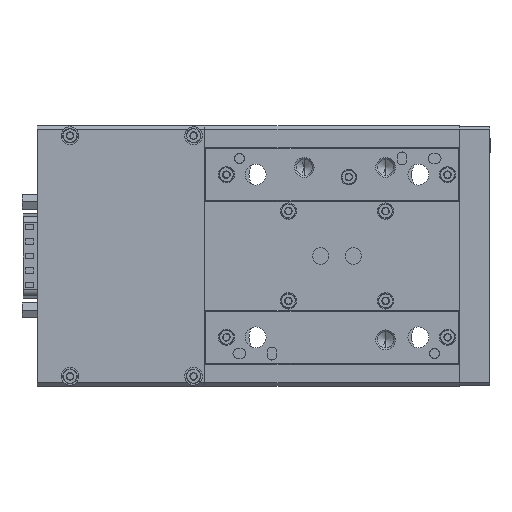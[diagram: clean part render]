
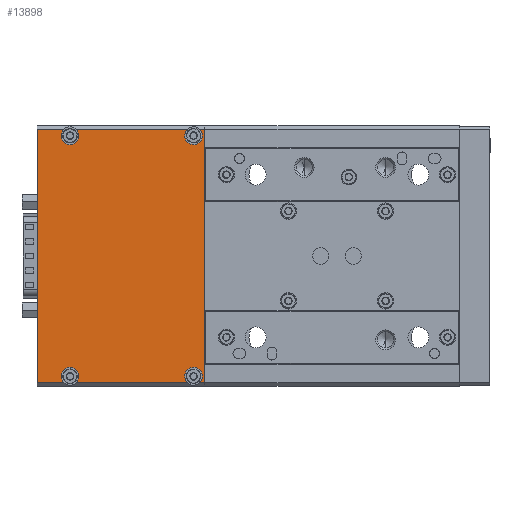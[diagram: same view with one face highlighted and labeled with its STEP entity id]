
A CAD part, front view. The second image highlights one B-rep face of the part: STEP entity #13898.
In plain terms, the highlighted planar face has unit normal (0, -1, 0).
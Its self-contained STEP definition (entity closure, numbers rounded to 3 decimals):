
#331 = VECTOR ( 'NONE', #9504, 1000. ) ;
#864 = VECTOR ( 'NONE', #18114, 1000. ) ;
#1520 = VECTOR ( 'NONE', #10394, 1000. ) ;
#1603 = CIRCLE ( 'NONE', #28893, 2.75 ) ;
#1946 = CARTESIAN_POINT ( 'NONE',  ( -40.606, -11.57, 40. ) ) ;
#2353 = AXIS2_PLACEMENT_3D ( 'NONE', #44430, #43954, #36744 ) ;
#2721 = ORIENTED_EDGE ( 'NONE', *, *, #4318, .T. ) ;
#3317 = LINE ( 'NONE', #29216, #24874 ) ;
#3970 = AXIS2_PLACEMENT_3D ( 'NONE', #44646, #40710, #25695 ) ;
#4186 = CARTESIAN_POINT ( 'NONE',  ( -92.106, -11.57, 39. ) ) ;
#4239 = VERTEX_POINT ( 'NONE', #7038 ) ;
#4318 = EDGE_CURVE ( 'NONE', #10301, #13967, #33426, .T. ) ;
#4509 = VERTEX_POINT ( 'NONE', #28972 ) ;
#5518 = DIRECTION ( 'NONE',  ( 0., 0., 1. ) ) ;
#6964 = CARTESIAN_POINT ( 'NONE',  ( -80.219, -11.57, -39. ) ) ;
#7038 = CARTESIAN_POINT ( 'NONE',  ( -45.993, -11.57, -39. ) ) ;
#7160 = AXIS2_PLACEMENT_3D ( 'NONE', #25434, #33266, #22472 ) ;
#7180 = VECTOR ( 'NONE', #34393, 1000. ) ;
#7855 = EDGE_CURVE ( 'NONE', #26102, #47234, #45089, .T. ) ;
#8083 = VERTEX_POINT ( 'NONE', #21240 ) ;
#8165 = DIRECTION ( 'NONE',  ( 0., -1., 0. ) ) ;
#8322 = CARTESIAN_POINT ( 'NONE',  ( -44.106, -11.57, -37. ) ) ;
#8415 = EDGE_LOOP ( 'NONE', ( #47943, #2721, #20798, #24911, #16724, #20251, #14697, #23289, #24496, #33427, #42043, #10582, #36452, #17493, #24229, #19297 ) ) ;
#8696 = FACE_OUTER_BOUND ( 'NONE', #8415, .T. ) ;
#8784 = EDGE_CURVE ( 'NONE', #4509, #8083, #18189, .T. ) ;
#9224 = DIRECTION ( 'NONE',  ( 0., -1., 0. ) ) ;
#9504 = DIRECTION ( 'NONE',  ( 0., 0., 1. ) ) ;
#9543 = VERTEX_POINT ( 'NONE', #37105 ) ;
#10231 = LINE ( 'NONE', #1946, #331 ) ;
#10301 = VERTEX_POINT ( 'NONE', #40736 ) ;
#10314 = DIRECTION ( 'NONE',  ( 0., 0., -1. ) ) ;
#10394 = DIRECTION ( 'NONE',  ( -1., 0., 0. ) ) ;
#10567 = EDGE_CURVE ( 'NONE', #20661, #4239, #47752, .T. ) ;
#10582 = ORIENTED_EDGE ( 'NONE', *, *, #10772, .F. ) ;
#10772 = EDGE_CURVE ( 'NONE', #4509, #11189, #1603, .T. ) ;
#11189 = VERTEX_POINT ( 'NONE', #12822 ) ;
#11552 = EDGE_CURVE ( 'NONE', #11189, #30057, #28993, .T. ) ;
#11594 = EDGE_CURVE ( 'NONE', #34258, #10301, #44622, .T. ) ;
#11780 = CIRCLE ( 'NONE', #3970, 2.75 ) ;
#11934 = AXIS2_PLACEMENT_3D ( 'NONE', #12841, #39053, #5518 ) ;
#12094 = DIRECTION ( 'NONE',  ( 0., 0., -1. ) ) ;
#12370 = PLANE ( 'NONE',  #11934 ) ;
#12542 = EDGE_CURVE ( 'NONE', #26102, #37663, #15180, .T. ) ;
#12822 = CARTESIAN_POINT ( 'NONE',  ( -44.106, -11.57, 34.25 ) ) ;
#12841 = CARTESIAN_POINT ( 'NONE',  ( 37.554, -11.57, 16.7 ) ) ;
#13263 = AXIS2_PLACEMENT_3D ( 'NONE', #18786, #25634, #15379 ) ;
#13570 = CARTESIAN_POINT ( 'NONE',  ( -44.106, -11.57, -34.25 ) ) ;
#13898 = ADVANCED_FACE ( 'NONE', ( #8696 ), #12370, .F. ) ;
#13967 = VERTEX_POINT ( 'NONE', #34612 ) ;
#14034 = VECTOR ( 'NONE', #25605, 1000. ) ;
#14260 = VERTEX_POINT ( 'NONE', #40947 ) ;
#14554 = CARTESIAN_POINT ( 'NONE',  ( -82.106, -11.57, 37. ) ) ;
#14697 = ORIENTED_EDGE ( 'NONE', *, *, #7855, .F. ) ;
#15092 = CARTESIAN_POINT ( 'NONE',  ( 37.554, -11.57, -39. ) ) ;
#15180 = LINE ( 'NONE', #22251, #864 ) ;
#15379 = DIRECTION ( 'NONE',  ( 0., 0., -1. ) ) ;
#15818 = CARTESIAN_POINT ( 'NONE',  ( -44.106, -11.57, 37. ) ) ;
#16724 = ORIENTED_EDGE ( 'NONE', *, *, #10567, .T. ) ;
#17493 = ORIENTED_EDGE ( 'NONE', *, *, #25268, .F. ) ;
#18114 = DIRECTION ( 'NONE',  ( 1., 0., 0. ) ) ;
#18189 = LINE ( 'NONE', #36317, #1520 ) ;
#18786 = CARTESIAN_POINT ( 'NONE',  ( -82.106, -11.57, -37. ) ) ;
#19062 = DIRECTION ( 'NONE',  ( 0., 0., -1. ) ) ;
#19154 = CARTESIAN_POINT ( 'NONE',  ( -82.106, -11.57, -37. ) ) ;
#19297 = ORIENTED_EDGE ( 'NONE', *, *, #23559, .T. ) ;
#19962 = DIRECTION ( 'NONE',  ( 0., 0., -1. ) ) ;
#20054 = EDGE_CURVE ( 'NONE', #20661, #14260, #33535, .T. ) ;
#20251 = ORIENTED_EDGE ( 'NONE', *, *, #37745, .F. ) ;
#20661 = VERTEX_POINT ( 'NONE', #6964 ) ;
#20798 = ORIENTED_EDGE ( 'NONE', *, *, #26065, .F. ) ;
#21240 = CARTESIAN_POINT ( 'NONE',  ( -80.219, -11.57, 39. ) ) ;
#22090 = DIRECTION ( 'NONE',  ( 0., -1., 0. ) ) ;
#22251 = CARTESIAN_POINT ( 'NONE',  ( 37.554, -11.57, -39. ) ) ;
#22330 = LINE ( 'NONE', #30649, #40979 ) ;
#22472 = DIRECTION ( 'NONE',  ( 0., 0., -1. ) ) ;
#23289 = ORIENTED_EDGE ( 'NONE', *, *, #12542, .T. ) ;
#23544 = CARTESIAN_POINT ( 'NONE',  ( -42.219, -11.57, -39. ) ) ;
#23559 = EDGE_CURVE ( 'NONE', #9543, #34258, #22330, .T. ) ;
#24229 = ORIENTED_EDGE ( 'NONE', *, *, #26290, .F. ) ;
#24496 = ORIENTED_EDGE ( 'NONE', *, *, #24870, .T. ) ;
#24870 = EDGE_CURVE ( 'NONE', #37663, #42732, #10231, .T. ) ;
#24874 = VECTOR ( 'NONE', #28504, 1000. ) ;
#24911 = ORIENTED_EDGE ( 'NONE', *, *, #20054, .F. ) ;
#25268 = EDGE_CURVE ( 'NONE', #45194, #8083, #28432, .T. ) ;
#25434 = CARTESIAN_POINT ( 'NONE',  ( -44.106, -11.57, 37. ) ) ;
#25605 = DIRECTION ( 'NONE',  ( 1., 0., 0. ) ) ;
#25634 = DIRECTION ( 'NONE',  ( 0., -1., 0. ) ) ;
#25695 = DIRECTION ( 'NONE',  ( 0., 0., -1. ) ) ;
#25713 = CIRCLE ( 'NONE', #2353, 2.75 ) ;
#25917 = CARTESIAN_POINT ( 'NONE',  ( -92.106, -11.57, 40. ) ) ;
#26065 = EDGE_CURVE ( 'NONE', #14260, #13967, #31693, .T. ) ;
#26102 = VERTEX_POINT ( 'NONE', #23544 ) ;
#26290 = EDGE_CURVE ( 'NONE', #9543, #45194, #25713, .T. ) ;
#28432 = CIRCLE ( 'NONE', #35484, 2.75 ) ;
#28504 = DIRECTION ( 'NONE',  ( -1., 0., 0. ) ) ;
#28893 = AXIS2_PLACEMENT_3D ( 'NONE', #15818, #9224, #19962 ) ;
#28972 = CARTESIAN_POINT ( 'NONE',  ( -45.993, -11.57, 39. ) ) ;
#28993 = CIRCLE ( 'NONE', #7160, 2.75 ) ;
#29216 = CARTESIAN_POINT ( 'NONE',  ( 37.554, -11.57, 39. ) ) ;
#29783 = VECTOR ( 'NONE', #10314, 1000. ) ;
#29933 = DIRECTION ( 'NONE',  ( -1., 0., 0. ) ) ;
#30057 = VERTEX_POINT ( 'NONE', #34991 ) ;
#30649 = CARTESIAN_POINT ( 'NONE',  ( 37.554, -11.57, 39. ) ) ;
#30926 = AXIS2_PLACEMENT_3D ( 'NONE', #19154, #8165, #12094 ) ;
#31578 = CARTESIAN_POINT ( 'NONE',  ( 37.554, -11.57, -39. ) ) ;
#31693 = CIRCLE ( 'NONE', #30926, 2.75 ) ;
#32587 = CARTESIAN_POINT ( 'NONE',  ( -40.606, -11.57, -39. ) ) ;
#33266 = DIRECTION ( 'NONE',  ( 0., -1., 0. ) ) ;
#33426 = LINE ( 'NONE', #15092, #7180 ) ;
#33427 = ORIENTED_EDGE ( 'NONE', *, *, #36213, .T. ) ;
#33535 = CIRCLE ( 'NONE', #13263, 2.75 ) ;
#33998 = DIRECTION ( 'NONE',  ( 0., -1., 0. ) ) ;
#34258 = VERTEX_POINT ( 'NONE', #4186 ) ;
#34393 = DIRECTION ( 'NONE',  ( 1., 0., 0. ) ) ;
#34612 = CARTESIAN_POINT ( 'NONE',  ( -83.993, -11.57, -39. ) ) ;
#34834 = AXIS2_PLACEMENT_3D ( 'NONE', #8322, #33998, #19062 ) ;
#34991 = CARTESIAN_POINT ( 'NONE',  ( -42.219, -11.57, 39. ) ) ;
#35484 = AXIS2_PLACEMENT_3D ( 'NONE', #14554, #22090, #37049 ) ;
#36205 = CARTESIAN_POINT ( 'NONE',  ( -40.606, -11.57, 39. ) ) ;
#36213 = EDGE_CURVE ( 'NONE', #42732, #30057, #3317, .T. ) ;
#36317 = CARTESIAN_POINT ( 'NONE',  ( 37.554, -11.57, 39. ) ) ;
#36452 = ORIENTED_EDGE ( 'NONE', *, *, #8784, .T. ) ;
#36744 = DIRECTION ( 'NONE',  ( 0., 0., -1. ) ) ;
#37049 = DIRECTION ( 'NONE',  ( 0., 0., -1. ) ) ;
#37105 = CARTESIAN_POINT ( 'NONE',  ( -83.993, -11.57, 39. ) ) ;
#37663 = VERTEX_POINT ( 'NONE', #32587 ) ;
#37745 = EDGE_CURVE ( 'NONE', #47234, #4239, #11780, .T. ) ;
#38067 = CARTESIAN_POINT ( 'NONE',  ( -82.106, -11.57, 34.25 ) ) ;
#39053 = DIRECTION ( 'NONE',  ( 0., 1., 0. ) ) ;
#40710 = DIRECTION ( 'NONE',  ( 0., -1., 0. ) ) ;
#40736 = CARTESIAN_POINT ( 'NONE',  ( -92.106, -11.57, -39. ) ) ;
#40947 = CARTESIAN_POINT ( 'NONE',  ( -82.106, -11.57, -34.25 ) ) ;
#40979 = VECTOR ( 'NONE', #29933, 1000. ) ;
#42043 = ORIENTED_EDGE ( 'NONE', *, *, #11552, .F. ) ;
#42732 = VERTEX_POINT ( 'NONE', #36205 ) ;
#43954 = DIRECTION ( 'NONE',  ( 0., -1., 0. ) ) ;
#44430 = CARTESIAN_POINT ( 'NONE',  ( -82.106, -11.57, 37. ) ) ;
#44622 = LINE ( 'NONE', #25917, #29783 ) ;
#44646 = CARTESIAN_POINT ( 'NONE',  ( -44.106, -11.57, -37. ) ) ;
#45089 = CIRCLE ( 'NONE', #34834, 2.75 ) ;
#45194 = VERTEX_POINT ( 'NONE', #38067 ) ;
#47234 = VERTEX_POINT ( 'NONE', #13570 ) ;
#47752 = LINE ( 'NONE', #31578, #14034 ) ;
#47943 = ORIENTED_EDGE ( 'NONE', *, *, #11594, .T. ) ;
